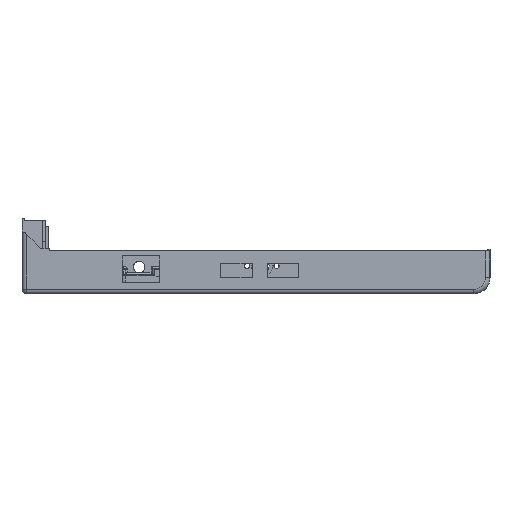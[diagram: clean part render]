
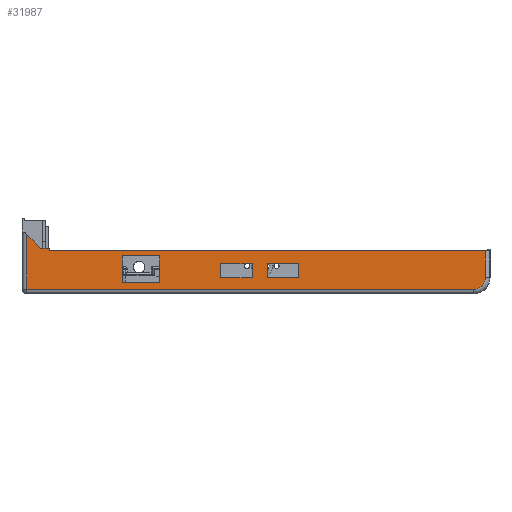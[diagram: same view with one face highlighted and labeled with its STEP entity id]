
A CAD part, left-side view. The second image highlights one B-rep face of the part: STEP entity #31987.
In plain terms, the highlighted planar face has unit normal (-1, 0, 0).
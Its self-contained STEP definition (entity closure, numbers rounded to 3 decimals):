
#734=FACE_BOUND('',#4260,.T.);
#735=FACE_BOUND('',#4261,.T.);
#736=FACE_BOUND('',#4262,.T.);
#969=PLANE('',#35003);
#2075=FACE_OUTER_BOUND('',#4259,.T.);
#4259=EDGE_LOOP('',(#24002,#24003,#24004,#24005,#24006,#24007,#24008,#24009));
#4260=EDGE_LOOP('',(#24010,#24011,#24012,#24013));
#4261=EDGE_LOOP('',(#24014,#24015,#24016,#24017));
#4262=EDGE_LOOP('',(#24018,#24019,#24020,#24021));
#6536=LINE('',#52465,#8935);
#6768=LINE('',#53630,#9167);
#6774=LINE('',#53676,#9173);
#6775=LINE('',#53678,#9174);
#6776=LINE('',#53680,#9175);
#6777=LINE('',#53682,#9176);
#6778=LINE('',#53683,#9177);
#6779=LINE('',#53686,#9178);
#6780=LINE('',#53688,#9179);
#6781=LINE('',#53690,#9180);
#6782=LINE('',#53691,#9181);
#6783=LINE('',#53694,#9182);
#6784=LINE('',#53696,#9183);
#6785=LINE('',#53698,#9184);
#6786=LINE('',#53699,#9185);
#6787=LINE('',#53702,#9186);
#6788=LINE('',#53704,#9187);
#6789=LINE('',#53706,#9188);
#6790=LINE('',#53707,#9189);
#8935=VECTOR('',#40826,10.);
#9167=VECTOR('',#42172,10.);
#9173=VECTOR('',#42222,10.);
#9174=VECTOR('',#42223,10.);
#9175=VECTOR('',#42224,10.);
#9176=VECTOR('',#42225,10.);
#9177=VECTOR('',#42226,10.);
#9178=VECTOR('',#42227,10.);
#9179=VECTOR('',#42228,10.);
#9180=VECTOR('',#42229,10.);
#9181=VECTOR('',#42230,10.);
#9182=VECTOR('',#42231,10.);
#9183=VECTOR('',#42232,10.);
#9184=VECTOR('',#42233,10.);
#9185=VECTOR('',#42234,10.);
#9186=VECTOR('',#42235,10.);
#9187=VECTOR('',#42236,10.);
#9188=VECTOR('',#42237,10.);
#9189=VECTOR('',#42238,10.);
#11062=CIRCLE('',#34422,5.);
#13944=VERTEX_POINT('',#52455);
#13945=VERTEX_POINT('',#52457);
#13946=VERTEX_POINT('',#52461);
#14304=VERTEX_POINT('',#53628);
#14316=VERTEX_POINT('',#53675);
#14317=VERTEX_POINT('',#53677);
#14318=VERTEX_POINT('',#53679);
#14319=VERTEX_POINT('',#53681);
#14320=VERTEX_POINT('',#53684);
#14321=VERTEX_POINT('',#53685);
#14322=VERTEX_POINT('',#53687);
#14323=VERTEX_POINT('',#53689);
#14324=VERTEX_POINT('',#53692);
#14325=VERTEX_POINT('',#53693);
#14326=VERTEX_POINT('',#53695);
#14327=VERTEX_POINT('',#53697);
#14328=VERTEX_POINT('',#53700);
#14329=VERTEX_POINT('',#53701);
#14330=VERTEX_POINT('',#53703);
#14331=VERTEX_POINT('',#53705);
#17203=EDGE_CURVE('',#13945,#13944,#11062,.T.);
#17206=EDGE_CURVE('',#13944,#13946,#6536,.T.);
#17778=EDGE_CURVE('',#14304,#13945,#6768,.T.);
#17795=EDGE_CURVE('',#14316,#14304,#6774,.T.);
#17796=EDGE_CURVE('',#14317,#14316,#6775,.T.);
#17797=EDGE_CURVE('',#14318,#14317,#6776,.T.);
#17798=EDGE_CURVE('',#14319,#14318,#6777,.T.);
#17799=EDGE_CURVE('',#13946,#14319,#6778,.T.);
#17800=EDGE_CURVE('',#14320,#14321,#6779,.T.);
#17801=EDGE_CURVE('',#14321,#14322,#6780,.T.);
#17802=EDGE_CURVE('',#14322,#14323,#6781,.T.);
#17803=EDGE_CURVE('',#14323,#14320,#6782,.T.);
#17804=EDGE_CURVE('',#14324,#14325,#6783,.T.);
#17805=EDGE_CURVE('',#14325,#14326,#6784,.T.);
#17806=EDGE_CURVE('',#14326,#14327,#6785,.T.);
#17807=EDGE_CURVE('',#14327,#14324,#6786,.T.);
#17808=EDGE_CURVE('',#14328,#14329,#6787,.T.);
#17809=EDGE_CURVE('',#14329,#14330,#6788,.T.);
#17810=EDGE_CURVE('',#14330,#14331,#6789,.T.);
#17811=EDGE_CURVE('',#14331,#14328,#6790,.T.);
#24002=ORIENTED_EDGE('',*,*,#17778,.F.);
#24003=ORIENTED_EDGE('',*,*,#17795,.F.);
#24004=ORIENTED_EDGE('',*,*,#17796,.F.);
#24005=ORIENTED_EDGE('',*,*,#17797,.F.);
#24006=ORIENTED_EDGE('',*,*,#17798,.F.);
#24007=ORIENTED_EDGE('',*,*,#17799,.F.);
#24008=ORIENTED_EDGE('',*,*,#17206,.F.);
#24009=ORIENTED_EDGE('',*,*,#17203,.F.);
#24010=ORIENTED_EDGE('',*,*,#17800,.T.);
#24011=ORIENTED_EDGE('',*,*,#17801,.T.);
#24012=ORIENTED_EDGE('',*,*,#17802,.T.);
#24013=ORIENTED_EDGE('',*,*,#17803,.T.);
#24014=ORIENTED_EDGE('',*,*,#17804,.T.);
#24015=ORIENTED_EDGE('',*,*,#17805,.T.);
#24016=ORIENTED_EDGE('',*,*,#17806,.T.);
#24017=ORIENTED_EDGE('',*,*,#17807,.T.);
#24018=ORIENTED_EDGE('',*,*,#17808,.T.);
#24019=ORIENTED_EDGE('',*,*,#17809,.T.);
#24020=ORIENTED_EDGE('',*,*,#17810,.T.);
#24021=ORIENTED_EDGE('',*,*,#17811,.T.);
#31987=ADVANCED_FACE('',(#2075,#734,#735,#736),#969,.F.);
#34422=AXIS2_PLACEMENT_3D('',#52459,#40819,#40820);
#35003=AXIS2_PLACEMENT_3D('',#53674,#42220,#42221);
#40819=DIRECTION('center_axis',(1.,0.,0.));
#40820=DIRECTION('ref_axis',(0.,-0.707,-0.707));
#40826=DIRECTION('',(0.,1.,0.));
#42172=DIRECTION('',(0.,0.,-1.));
#42220=DIRECTION('center_axis',(1.,0.,0.));
#42221=DIRECTION('ref_axis',(0.,1.,0.));
#42222=DIRECTION('',(0.,-1.,0.));
#42223=DIRECTION('',(0.,0.,-1.));
#42224=DIRECTION('',(0.,-1.,0.));
#42225=DIRECTION('',(0.,-0.707,-0.707));
#42226=DIRECTION('',(0.,0.,1.));
#42227=DIRECTION('',(0.,0.,-1.));
#42228=DIRECTION('',(0.,1.,0.));
#42229=DIRECTION('',(0.,0.,1.));
#42230=DIRECTION('',(0.,-1.,0.));
#42231=DIRECTION('',(0.,0.,-1.));
#42232=DIRECTION('',(0.,1.,0.));
#42233=DIRECTION('',(0.,0.,1.));
#42234=DIRECTION('',(0.,-1.,0.));
#42235=DIRECTION('',(0.,0.,-1.));
#42236=DIRECTION('',(0.,1.,0.));
#42237=DIRECTION('',(0.,0.,1.));
#42238=DIRECTION('',(0.,-1.,0.));
#52455=CARTESIAN_POINT('',(-104.,-175.907,2.));
#52457=CARTESIAN_POINT('',(-104.,-180.907,7.));
#52459=CARTESIAN_POINT('Origin',(-104.,-175.907,7.));
#52461=CARTESIAN_POINT('',(-104.,16.093,2.));
#52465=CARTESIAN_POINT('',(-104.,-82.407,2.));
#53628=CARTESIAN_POINT('',(-104.,-180.907,18.5));
#53630=CARTESIAN_POINT('',(-104.,-180.907,11.4));
#53674=CARTESIAN_POINT('Origin',(-104.,-82.407,13.25));
#53675=CARTESIAN_POINT('',(-104.,6.293,18.5));
#53676=CARTESIAN_POINT('',(-104.,6.293,18.5));
#53677=CARTESIAN_POINT('',(-104.,6.293,19.5));
#53678=CARTESIAN_POINT('',(-104.,6.293,19.5));
#53679=CARTESIAN_POINT('',(-104.,10.093,19.5));
#53680=CARTESIAN_POINT('',(-104.,10.093,19.5));
#53681=CARTESIAN_POINT('',(-104.,16.093,25.5));
#53682=CARTESIAN_POINT('',(-104.,17.093,26.5));
#53683=CARTESIAN_POINT('',(-104.,16.093,14.75));
#53684=CARTESIAN_POINT('',(-104.,-80.759,12.95));
#53685=CARTESIAN_POINT('',(-104.,-80.759,6.83));
#53686=CARTESIAN_POINT('',(-104.,-80.759,10.04));
#53687=CARTESIAN_POINT('',(-104.,-67.259,6.83));
#53688=CARTESIAN_POINT('',(-104.,-74.833,6.83));
#53689=CARTESIAN_POINT('',(-104.,-67.259,12.95));
#53690=CARTESIAN_POINT('',(-104.,-67.259,13.1));
#53691=CARTESIAN_POINT('',(-104.,-81.583,12.95));
#53692=CARTESIAN_POINT('',(-104.,-100.759,12.95));
#53693=CARTESIAN_POINT('',(-104.,-100.759,6.83));
#53694=CARTESIAN_POINT('',(-104.,-100.759,10.04));
#53695=CARTESIAN_POINT('',(-104.,-87.259,6.83));
#53696=CARTESIAN_POINT('',(-104.,-84.833,6.83));
#53697=CARTESIAN_POINT('',(-104.,-87.259,12.95));
#53698=CARTESIAN_POINT('',(-104.,-87.259,13.1));
#53699=CARTESIAN_POINT('',(-104.,-91.583,12.95));
#53700=CARTESIAN_POINT('',(-104.,-41.034,16.3));
#53701=CARTESIAN_POINT('',(-104.,-41.034,4.8));
#53702=CARTESIAN_POINT('',(-104.,-41.034,9.025));
#53703=CARTESIAN_POINT('',(-104.,-24.984,4.8));
#53704=CARTESIAN_POINT('',(-104.,-53.696,4.8));
#53705=CARTESIAN_POINT('',(-104.,-24.984,16.3));
#53706=CARTESIAN_POINT('',(-104.,-24.984,14.775));
#53707=CARTESIAN_POINT('',(-104.,-61.721,16.3));
